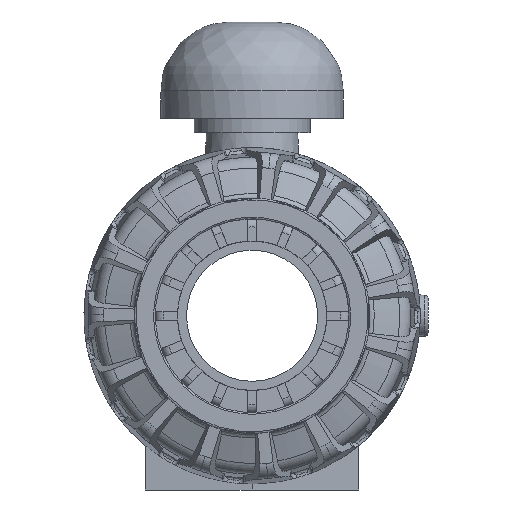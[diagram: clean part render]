
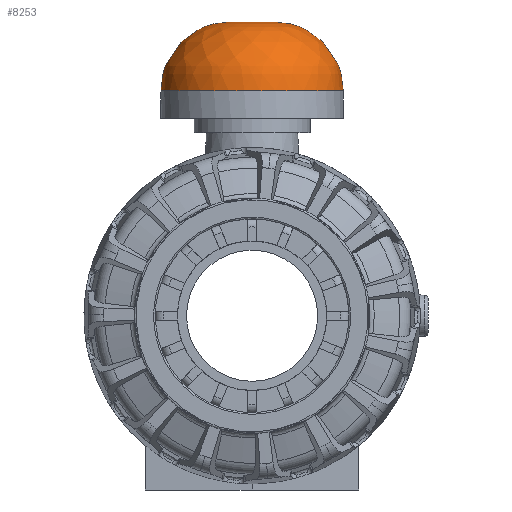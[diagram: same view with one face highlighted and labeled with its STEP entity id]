
A CAD part, left-side view. The second image highlights one B-rep face of the part: STEP entity #8253.
In plain terms, the highlighted free-form (B-spline) face has degree [2, 2] with [3, 9] control points.
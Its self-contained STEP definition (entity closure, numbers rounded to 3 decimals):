
#34=(
BOUNDED_CURVE()
B_SPLINE_CURVE(2,(#18509,#18510,#18511),.UNSPECIFIED.,.F.,.F.)
B_SPLINE_CURVE_WITH_KNOTS((3,3),(1.087,1.571),
 .UNSPECIFIED.)
CURVE()
GEOMETRIC_REPRESENTATION_ITEM()
RATIONAL_B_SPLINE_CURVE((0.875,0.91,1.))
REPRESENTATION_ITEM($)
);
#47=(
BOUNDED_SURFACE()
B_SPLINE_SURFACE(2,2,((#18463,#18464,#18465,#18466,#18467,#18468,#18469,
#18470,#18471),(#18472,#18473,#18474,#18475,#18476,#18477,#18478,#18479,
#18480),(#18481,#18482,#18483,#18484,#18485,#18486,#18487,#18488,#18489)),
 .UNSPECIFIED.,.F.,.T.,.F.)
B_SPLINE_SURFACE_WITH_KNOTS((3,3),(3,2,2,2,3),(-1.571,0.),
(-3.142,-1.571,0.,1.571,3.142),
 .UNSPECIFIED.)
GEOMETRIC_REPRESENTATION_ITEM()
RATIONAL_B_SPLINE_SURFACE(((1.,0.707,1.,0.707,1.,
0.707,1.,0.707,1.),(0.707,0.5,
0.707,0.5,0.707,0.5,
0.707,0.5,0.707),(1.,0.707,
1.,0.707,1.,0.707,1.,0.707,1.)))
REPRESENTATION_ITEM($)
SURFACE()
);
#1452=B_SPLINE_CURVE_WITH_KNOTS($,3,(#18494,#18495,#18496,#18497,#18498,
#18499,#18500,#18501,#18502,#18503,#18504,#18505),.UNSPECIFIED.,.F.,.F.,
(4,2,2,2,2,4),(7.859,8.241,9.711,11.212,
12.643,12.647),.UNSPECIFIED.);
#1453=B_SPLINE_CURVE_WITH_KNOTS($,3,(#18515,#18516,#18517,#18518,#18519,
#18520,#18521,#18522,#18523,#18524),.UNSPECIFIED.,.F.,.F.,(4,2,2,2,4),(0.,
1.426,2.889,4.29,4.775),
 .UNSPECIFIED.);
#2092=FACE_OUTER_BOUND($,#2575,.T.);
#2575=EDGE_LOOP($,(#7545,#7546,#7547,#7548,#7549,#7550,#7551,#7552));
#2973=CIRCLE($,#9173,55.);
#2974=CIRCLE($,#9174,32.295);
#2975=CIRCLE($,#9175,13.5);
#2976=CIRCLE($,#9176,32.295);
#3806=VERTEX_POINT($,#18490);
#3807=VERTEX_POINT($,#18491);
#3808=VERTEX_POINT($,#18493);
#3809=VERTEX_POINT($,#18506);
#3810=VERTEX_POINT($,#18508);
#3811=VERTEX_POINT($,#18513);
#5061=EDGE_CURVE($,#3806,#3807,#2973,.T.);
#5062=EDGE_CURVE($,#3808,#3806,#1452,.T.);
#5063=EDGE_CURVE($,#3809,#3808,#2974,.T.);
#5064=EDGE_CURVE($,#3809,#3810,#34,.T.);
#5065=EDGE_CURVE($,#3810,#3810,#2975,.T.);
#5066=EDGE_CURVE($,#3811,#3809,#2976,.T.);
#5067=EDGE_CURVE($,#3807,#3811,#1453,.T.);
#7545=ORIENTED_EDGE($,*,*,#5061,.F.);
#7546=ORIENTED_EDGE($,*,*,#5062,.F.);
#7547=ORIENTED_EDGE($,*,*,#5063,.F.);
#7548=ORIENTED_EDGE($,*,*,#5064,.T.);
#7549=ORIENTED_EDGE($,*,*,#5065,.T.);
#7550=ORIENTED_EDGE($,*,*,#5064,.F.);
#7551=ORIENTED_EDGE($,*,*,#5066,.F.);
#7552=ORIENTED_EDGE($,*,*,#5067,.F.);
#8253=ADVANCED_FACE($,(#2092),#47,.F.);
#9173=AXIS2_PLACEMENT_3D($,#18492,#11329,#11330);
#9174=AXIS2_PLACEMENT_3D($,#18507,#11331,#11332);
#9175=AXIS2_PLACEMENT_3D($,#18512,#11333,#11334);
#9176=AXIS2_PLACEMENT_3D($,#18514,#11335,#11336);
#11329=DIRECTION('center_axis',(0.,0.,-1.));
#11330=DIRECTION('ref_axis',(-1.,0.,0.));
#11331=DIRECTION('center_axis',(0.,0.,-1.));
#11332=DIRECTION('ref_axis',(-1.,0.,0.));
#11333=DIRECTION('center_axis',(0.,0.,-1.));
#11334=DIRECTION('ref_axis',(-1.,0.,0.));
#11335=DIRECTION('center_axis',(0.,0.,-1.));
#11336=DIRECTION('ref_axis',(-1.,0.,0.));
#18463=CARTESIAN_POINT('Ctrl Pts',(13.5,0.,58.));
#18464=CARTESIAN_POINT('Ctrl Pts',(13.5,-13.5,58.));
#18465=CARTESIAN_POINT('Ctrl Pts',(0.,-13.5,
58.));
#18466=CARTESIAN_POINT('Ctrl Pts',(-13.5,-13.5,
58.));
#18467=CARTESIAN_POINT('Ctrl Pts',(-13.5,0.,
58.));
#18468=CARTESIAN_POINT('Ctrl Pts',(-13.5,13.5,58.));
#18469=CARTESIAN_POINT('Ctrl Pts',(0.,13.5,
58.));
#18470=CARTESIAN_POINT('Ctrl Pts',(13.5,13.5,58.));
#18471=CARTESIAN_POINT('Ctrl Pts',(13.5,0.,58.));
#18472=CARTESIAN_POINT('Ctrl Pts',(55.,0.,
58.));
#18473=CARTESIAN_POINT('Ctrl Pts',(55.,-55.,58.));
#18474=CARTESIAN_POINT('Ctrl Pts',(0.,-55.,
58.));
#18475=CARTESIAN_POINT('Ctrl Pts',(-55.,-55.,
58.));
#18476=CARTESIAN_POINT('Ctrl Pts',(-55.,0.,
58.));
#18477=CARTESIAN_POINT('Ctrl Pts',(-55.,55.,58.));
#18478=CARTESIAN_POINT('Ctrl Pts',(0.,55.,
58.));
#18479=CARTESIAN_POINT('Ctrl Pts',(55.,55.,58.));
#18480=CARTESIAN_POINT('Ctrl Pts',(55.,0.,
58.));
#18481=CARTESIAN_POINT('Ctrl Pts',(55.,0.,
16.5));
#18482=CARTESIAN_POINT('Ctrl Pts',(55.,-55.,16.5));
#18483=CARTESIAN_POINT('Ctrl Pts',(0.,-55.,
16.5));
#18484=CARTESIAN_POINT('Ctrl Pts',(-55.,-55.,
16.5));
#18485=CARTESIAN_POINT('Ctrl Pts',(-55.,0.,
16.5));
#18486=CARTESIAN_POINT('Ctrl Pts',(-55.,55.,16.5));
#18487=CARTESIAN_POINT('Ctrl Pts',(0.,55.,
16.5));
#18488=CARTESIAN_POINT('Ctrl Pts',(55.,55.,16.5));
#18489=CARTESIAN_POINT('Ctrl Pts',(55.,0.,
16.5));
#18490=CARTESIAN_POINT('',(49.013,-24.954,16.5));
#18491=CARTESIAN_POINT('',(49.013,24.954,16.5));
#18492=CARTESIAN_POINT('Origin',(0.,0.,16.5));
#18493=CARTESIAN_POINT('',(19.615,-25.655,53.5));
#18494=CARTESIAN_POINT('Ctrl Pts',(19.615,-25.655,53.5));
#18495=CARTESIAN_POINT('Ctrl Pts',(21.174,-25.628,53.03));
#18496=CARTESIAN_POINT('Ctrl Pts',(22.711,-25.6,52.487));
#18497=CARTESIAN_POINT('Ctrl Pts',(30.038,-25.457,49.455));
#18498=CARTESIAN_POINT('Ctrl Pts',(34.554,-25.349,46.217));
#18499=CARTESIAN_POINT('Ctrl Pts',(41.524,-25.171,39.236));
#18500=CARTESIAN_POINT('Ctrl Pts',(44.335,-25.092,35.075));
#18501=CARTESIAN_POINT('Ctrl Pts',(48.058,-24.984,26.047));
#18502=CARTESIAN_POINT('Ctrl Pts',(49.007,-24.955,21.331));
#18503=CARTESIAN_POINT('Ctrl Pts',(49.013,-24.954,16.531));
#18504=CARTESIAN_POINT('Ctrl Pts',(49.013,-24.954,16.515));
#18505=CARTESIAN_POINT('Ctrl Pts',(49.013,-24.954,16.5));
#18506=CARTESIAN_POINT('',(32.295,0.,53.5));
#18507=CARTESIAN_POINT('Origin',(0.,0.,53.5));
#18508=CARTESIAN_POINT('',(13.5,0.,58.));
#18509=CARTESIAN_POINT('Ctrl Pts',(32.295,0.,
53.5));
#18510=CARTESIAN_POINT('Ctrl Pts',(23.436,0.,
58.));
#18511=CARTESIAN_POINT('Ctrl Pts',(13.5,0.,58.));
#18512=CARTESIAN_POINT('Origin',(0.,0.,58.));
#18513=CARTESIAN_POINT('',(19.615,25.655,53.5));
#18514=CARTESIAN_POINT('Origin',(0.,0.,53.5));
#18515=CARTESIAN_POINT('Ctrl Pts',(49.013,24.954,16.5));
#18516=CARTESIAN_POINT('Ctrl Pts',(49.013,24.954,21.254));
#18517=CARTESIAN_POINT('Ctrl Pts',(48.082,24.983,25.964));
#18518=CARTESIAN_POINT('Ctrl Pts',(44.409,25.09,34.92));
#18519=CARTESIAN_POINT('Ctrl Pts',(41.67,25.167,39.035));
#18520=CARTESIAN_POINT('Ctrl Pts',(34.899,25.34,45.921));
#18521=CARTESIAN_POINT('Ctrl Pts',(30.655,25.443,49.023));
#18522=CARTESIAN_POINT('Ctrl Pts',(23.449,25.586,52.221));
#18523=CARTESIAN_POINT('Ctrl Pts',(21.552,25.622,52.916));
#18524=CARTESIAN_POINT('Ctrl Pts',(19.615,25.655,53.5));
